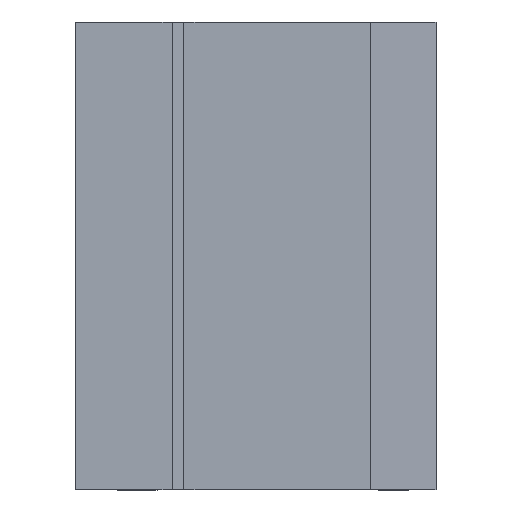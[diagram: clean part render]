
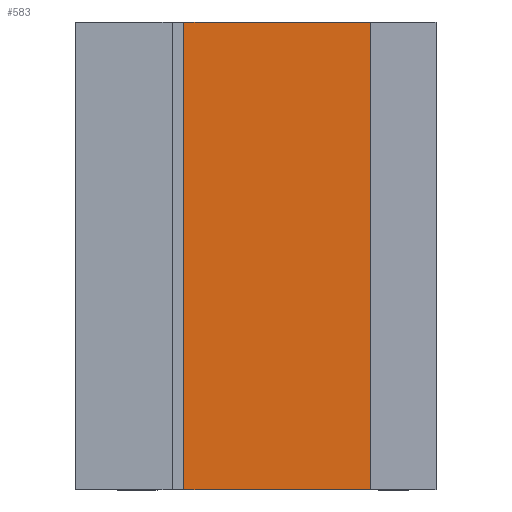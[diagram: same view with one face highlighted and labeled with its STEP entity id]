
A CAD part, left-side view. The second image highlights one B-rep face of the part: STEP entity #583.
In plain terms, the highlighted free-form (B-spline) face has degree [1, 1] with [2, 2] control points.
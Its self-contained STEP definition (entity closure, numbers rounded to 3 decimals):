
#560 = VERTEX_POINT('',#561);
#561 = CARTESIAN_POINT('',(-20.874,5.964,
    -19.383));
#566 = EDGE_CURVE('',#567,#560,#569,.T.);
#567 = VERTEX_POINT('',#568);
#568 = CARTESIAN_POINT('',(-20.874,5.964,
    19.383));
#569 = B_SPLINE_CURVE_WITH_KNOTS('',1,(#570,#571),.UNSPECIFIED.,.F.,.F.,
  (2,2),(-0.,39.),.PIECEWISE_BEZIER_KNOTS.);
#570 = CARTESIAN_POINT('',(-20.874,5.964,
    19.383));
#571 = CARTESIAN_POINT('',(-20.874,5.964,
    -19.383));
#583 = ADVANCED_FACE('',(#584),#606,.F.);
#584 = FACE_BOUND('',#585,.T.);
#585 = EDGE_LOOP('',(#586,#593,#600,#605));
#586 = ORIENTED_EDGE('',*,*,#587,.T.);
#587 = EDGE_CURVE('',#560,#588,#590,.T.);
#588 = VERTEX_POINT('',#589);
#589 = CARTESIAN_POINT('',(-20.874,-9.443,
    -19.383));
#590 = B_SPLINE_CURVE_WITH_KNOTS('',1,(#591,#592),.UNSPECIFIED.,.F.,.F.,
  (2,2),(-6.,9.5),.PIECEWISE_BEZIER_KNOTS.);
#591 = CARTESIAN_POINT('',(-20.874,5.964,
    -19.383));
#592 = CARTESIAN_POINT('',(-20.874,-9.443,
    -19.383));
#593 = ORIENTED_EDGE('',*,*,#594,.F.);
#594 = EDGE_CURVE('',#595,#588,#597,.T.);
#595 = VERTEX_POINT('',#596);
#596 = CARTESIAN_POINT('',(-20.874,-9.443,
    19.383));
#597 = B_SPLINE_CURVE_WITH_KNOTS('',1,(#598,#599),.UNSPECIFIED.,.F.,.F.,
  (2,2),(-0.,39.),.PIECEWISE_BEZIER_KNOTS.);
#598 = CARTESIAN_POINT('',(-20.874,-9.443,
    19.383));
#599 = CARTESIAN_POINT('',(-20.874,-9.443,
    -19.383));
#600 = ORIENTED_EDGE('',*,*,#601,.F.);
#601 = EDGE_CURVE('',#567,#595,#602,.T.);
#602 = B_SPLINE_CURVE_WITH_KNOTS('',1,(#603,#604),.UNSPECIFIED.,.F.,.F.,
  (2,2),(-6.,9.5),.PIECEWISE_BEZIER_KNOTS.);
#603 = CARTESIAN_POINT('',(-20.874,5.964,
    19.383));
#604 = CARTESIAN_POINT('',(-20.874,-9.443,
    19.383));
#605 = ORIENTED_EDGE('',*,*,#566,.T.);
#606 = B_SPLINE_SURFACE_WITH_KNOTS('',1,1,(
    (#607,#608)
    ,(#609,#610
    )),.UNSPECIFIED.,.F.,.F.,.F.,(2,2),(2,2),(-0.,39.),(-9.5,6.),
  .PIECEWISE_BEZIER_KNOTS.);
#607 = CARTESIAN_POINT('',(-20.874,-9.443,
    19.383));
#608 = CARTESIAN_POINT('',(-20.874,5.964,
    19.383));
#609 = CARTESIAN_POINT('',(-20.874,-9.443,
    -19.383));
#610 = CARTESIAN_POINT('',(-20.874,5.964,
    -19.383));
